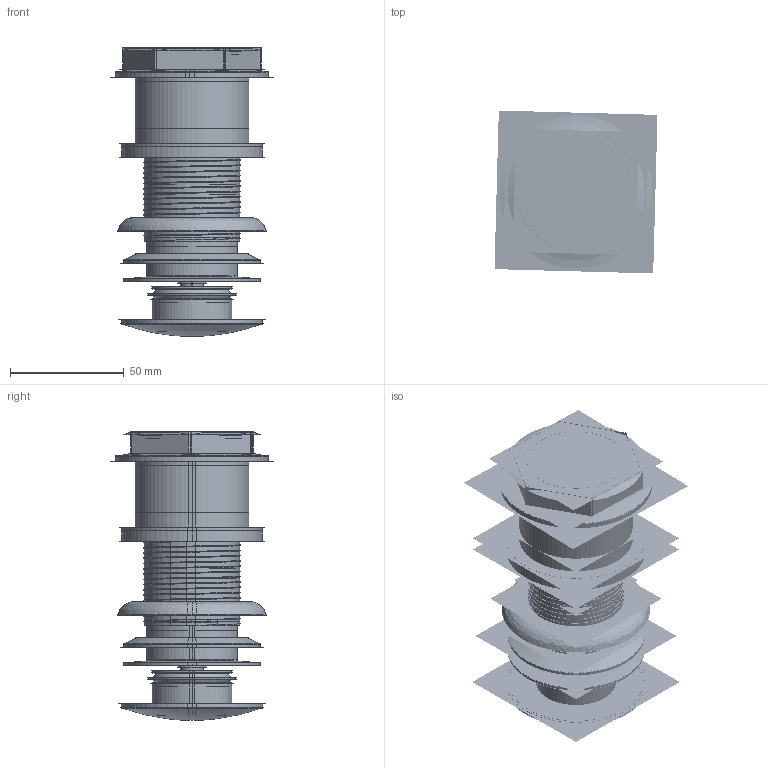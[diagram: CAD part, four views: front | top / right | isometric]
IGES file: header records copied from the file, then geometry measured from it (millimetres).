
Start section:  PTC IGES file: sl6210-15BSBSW0102C_asm.igs
Global section: file name: sl6210-15BSBSW0102C_asm.igs; native system: Pro/ENGINEER by Parametric Technology Corporation; preprocessor: 2010280; author: Administrator; organization: Unknown; date: 20191205.140448; units: millimetre
Bounding box: 71.6 x 71.55 x 126.79 mm (x, y, z)
Volume: 77830.9 mm3; surface area: 860499.6 mm2
Topology: 8 solids, 8 shells, 854 faces, 4386 edges, 5600 vertices
Faces by surface type: revolution 542, bspline 312
